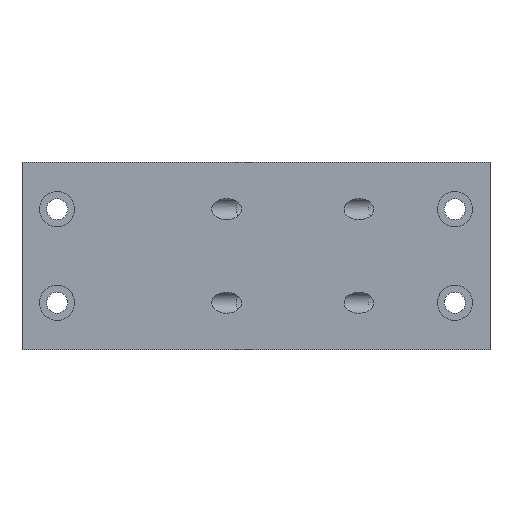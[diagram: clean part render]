
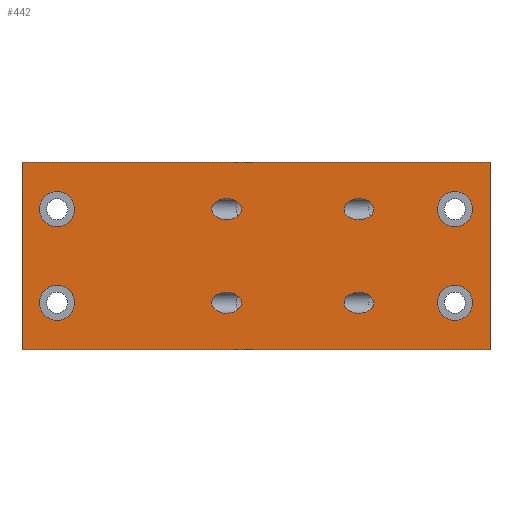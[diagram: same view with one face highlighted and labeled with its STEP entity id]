
A CAD part, top view. The second image highlights one B-rep face of the part: STEP entity #442.
In plain terms, the highlighted planar face has unit normal (0, 0, 1).
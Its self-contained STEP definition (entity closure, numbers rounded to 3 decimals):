
#16=ELLIPSE('',#452,6.364,4.5);
#17=ELLIPSE('',#454,6.364,4.5);
#20=ELLIPSE('',#466,6.364,4.5);
#22=ELLIPSE('',#473,6.364,4.5);
#71=FACE_BOUND('',#195,.T.);
#72=FACE_BOUND('',#196,.T.);
#73=FACE_BOUND('',#197,.T.);
#74=FACE_BOUND('',#198,.T.);
#75=FACE_BOUND('',#199,.T.);
#76=FACE_BOUND('',#200,.T.);
#77=FACE_BOUND('',#201,.T.);
#78=FACE_BOUND('',#202,.T.);
#89=CIRCLE('',#478,7.5);
#93=CIRCLE('',#485,7.5);
#97=CIRCLE('',#492,7.5);
#101=CIRCLE('',#499,7.5);
#132=FACE_OUTER_BOUND('',#194,.T.);
#194=EDGE_LOOP('',(#387,#388,#389,#390));
#195=EDGE_LOOP('',(#391));
#196=EDGE_LOOP('',(#392));
#197=EDGE_LOOP('',(#393));
#198=EDGE_LOOP('',(#394));
#199=EDGE_LOOP('',(#395));
#200=EDGE_LOOP('',(#396));
#201=EDGE_LOOP('',(#397));
#202=EDGE_LOOP('',(#398));
#205=LINE('',#653,#217);
#210=LINE('',#751,#222);
#212=LINE('',#755,#224);
#214=LINE('',#758,#226);
#217=VECTOR('',#513,200.);
#222=VECTOR('',#634,80.);
#224=VECTOR('',#638,200.);
#226=VECTOR('',#642,80.);
#229=VERTEX_POINT('',#650);
#230=VERTEX_POINT('',#652);
#234=VERTEX_POINT('',#664);
#235=VERTEX_POINT('',#667);
#242=VERTEX_POINT('',#686);
#246=VERTEX_POINT('',#697);
#249=VERTEX_POINT('',#705);
#253=VERTEX_POINT('',#716);
#257=VERTEX_POINT('',#727);
#261=VERTEX_POINT('',#738);
#265=VERTEX_POINT('',#750);
#266=VERTEX_POINT('',#754);
#269=EDGE_CURVE('',#229,#230,#205,.T.);
#274=EDGE_CURVE('',#234,#234,#16,.T.);
#275=EDGE_CURVE('',#235,#235,#17,.T.);
#282=EDGE_CURVE('',#242,#242,#20,.T.);
#286=EDGE_CURVE('',#246,#246,#22,.T.);
#289=EDGE_CURVE('',#249,#249,#89,.T.);
#293=EDGE_CURVE('',#253,#253,#93,.T.);
#297=EDGE_CURVE('',#257,#257,#97,.T.);
#301=EDGE_CURVE('',#261,#261,#101,.T.);
#306=EDGE_CURVE('',#230,#265,#210,.T.);
#308=EDGE_CURVE('',#265,#266,#212,.T.);
#310=EDGE_CURVE('',#266,#229,#214,.T.);
#387=ORIENTED_EDGE('',*,*,#306,.F.);
#388=ORIENTED_EDGE('',*,*,#269,.F.);
#389=ORIENTED_EDGE('',*,*,#310,.F.);
#390=ORIENTED_EDGE('',*,*,#308,.F.);
#391=ORIENTED_EDGE('',*,*,#274,.T.);
#392=ORIENTED_EDGE('',*,*,#275,.T.);
#393=ORIENTED_EDGE('',*,*,#282,.T.);
#394=ORIENTED_EDGE('',*,*,#286,.T.);
#395=ORIENTED_EDGE('',*,*,#289,.T.);
#396=ORIENTED_EDGE('',*,*,#293,.T.);
#397=ORIENTED_EDGE('',*,*,#297,.T.);
#398=ORIENTED_EDGE('',*,*,#301,.T.);
#412=PLANE('',#506);
#442=ADVANCED_FACE('',(#132,#71,#72,#73,#74,#75,#76,#77,#78),#412,.T.);
#452=AXIS2_PLACEMENT_3D('',#665,#527,#528);
#454=AXIS2_PLACEMENT_3D('',#668,#531,#532);
#466=AXIS2_PLACEMENT_3D('',#687,#555,#556);
#473=AXIS2_PLACEMENT_3D('',#698,#569,#570);
#478=AXIS2_PLACEMENT_3D('',#706,#579,#580);
#485=AXIS2_PLACEMENT_3D('',#717,#593,#594);
#492=AXIS2_PLACEMENT_3D('',#728,#607,#608);
#499=AXIS2_PLACEMENT_3D('',#739,#621,#622);
#506=AXIS2_PLACEMENT_3D('',#759,#643,#644);
#513=DIRECTION('',(-1.,0.,0.));
#527=DIRECTION('center_axis',(0.,0.,-1.));
#528=DIRECTION('ref_axis',(-1.,0.,0.));
#531=DIRECTION('center_axis',(0.,0.,-1.));
#532=DIRECTION('ref_axis',(-1.,0.,0.));
#555=DIRECTION('center_axis',(0.,0.,-1.));
#556=DIRECTION('ref_axis',(-1.,0.,0.));
#569=DIRECTION('center_axis',(0.,0.,-1.));
#570=DIRECTION('ref_axis',(-1.,0.,0.));
#579=DIRECTION('center_axis',(0.,0.,-1.));
#580=DIRECTION('ref_axis',(1.,0.,0.));
#593=DIRECTION('center_axis',(0.,0.,-1.));
#594=DIRECTION('ref_axis',(1.,0.,0.));
#607=DIRECTION('center_axis',(0.,0.,-1.));
#608=DIRECTION('ref_axis',(1.,0.,0.));
#621=DIRECTION('center_axis',(0.,0.,-1.));
#622=DIRECTION('ref_axis',(1.,0.,0.));
#634=DIRECTION('',(0.,1.,0.));
#638=DIRECTION('',(1.,0.,0.));
#642=DIRECTION('',(0.,-1.,0.));
#643=DIRECTION('center_axis',(0.,0.,1.));
#644=DIRECTION('ref_axis',(1.,0.,0.));
#650=CARTESIAN_POINT('',(100.,-40.,10.));
#652=CARTESIAN_POINT('',(-100.,-40.,10.));
#653=CARTESIAN_POINT('',(100.,-40.,10.));
#664=CARTESIAN_POINT('',(-6.211,20.,10.));
#665=CARTESIAN_POINT('Origin',(-12.575,20.,10.));
#667=CARTESIAN_POINT('',(-6.211,-20.,10.));
#668=CARTESIAN_POINT('Origin',(-12.575,-20.,10.));
#686=CARTESIAN_POINT('',(50.358,20.,10.));
#687=CARTESIAN_POINT('Origin',(43.994,20.,10.));
#697=CARTESIAN_POINT('',(50.358,-20.,10.));
#698=CARTESIAN_POINT('Origin',(43.994,-20.,10.));
#705=CARTESIAN_POINT('',(92.5,-20.,10.));
#706=CARTESIAN_POINT('Origin',(85.,-20.,10.));
#716=CARTESIAN_POINT('',(-77.5,-20.,10.));
#717=CARTESIAN_POINT('Origin',(-85.,-20.,10.));
#727=CARTESIAN_POINT('',(-77.5,20.,10.));
#728=CARTESIAN_POINT('Origin',(-85.,20.,10.));
#738=CARTESIAN_POINT('',(92.5,20.,10.));
#739=CARTESIAN_POINT('Origin',(85.,20.,10.));
#750=CARTESIAN_POINT('',(-100.,40.,10.));
#751=CARTESIAN_POINT('',(-100.,-40.,10.));
#754=CARTESIAN_POINT('',(100.,40.,10.));
#755=CARTESIAN_POINT('',(-100.,40.,10.));
#758=CARTESIAN_POINT('',(100.,40.,10.));
#759=CARTESIAN_POINT('Origin',(0.,0.,
10.));
